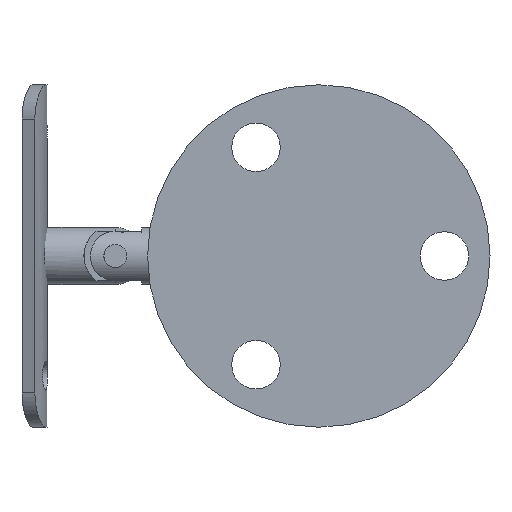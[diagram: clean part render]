
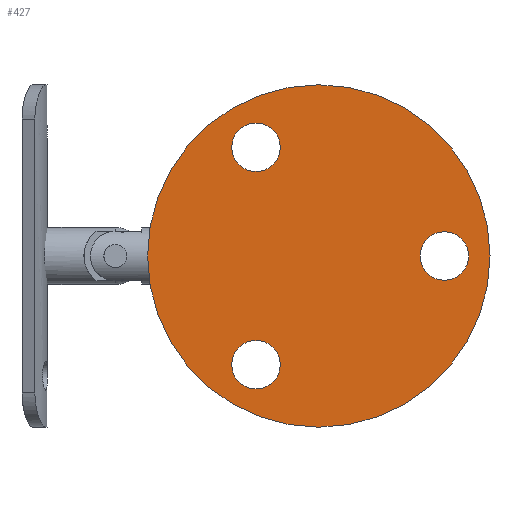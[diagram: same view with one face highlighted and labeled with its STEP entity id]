
A CAD part, left-side view. The second image highlights one B-rep face of the part: STEP entity #427.
In plain terms, the highlighted planar face has unit normal (-1, 0, 0).
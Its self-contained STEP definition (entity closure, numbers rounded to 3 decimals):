
#22 = EDGE_CURVE ( 'NONE', #453, #1753, #1246, .T. ) ;
#26 = DIRECTION ( 'NONE',  ( 0., 0., -1. ) ) ;
#61 = DIRECTION ( 'NONE',  ( 1., 0., 0. ) ) ;
#66 = AXIS2_PLACEMENT_3D ( 'NONE', #2085, #1330, #474 ) ;
#147 = DIRECTION ( 'NONE',  ( 1., 0., 0. ) ) ;
#150 = DIRECTION ( 'NONE',  ( 1., 0., 0. ) ) ;
#165 = AXIS2_PLACEMENT_3D ( 'NONE', #1770, #150, #525 ) ;
#173 = FACE_BOUND ( 'NONE', #657, .T. ) ;
#187 = CIRCLE ( 'NONE', #903, 4.25 ) ;
#202 = EDGE_LOOP ( 'NONE', ( #251, #2230 ) ) ;
#206 = CARTESIAN_POINT ( 'NONE',  ( 0., 0., 0. ) ) ;
#231 = EDGE_CURVE ( 'NONE', #799, #2316, #1416, .T. ) ;
#251 = ORIENTED_EDGE ( 'NONE', *, *, #2173, .F. ) ;
#339 = DIRECTION ( 'NONE',  ( 1., 0., 0. ) ) ;
#348 = PLANE ( 'NONE',  #165 ) ;
#427 = ADVANCED_FACE ( 'NONE', ( #1953, #173, #553, #1240 ), #348, .F. ) ;
#434 = ORIENTED_EDGE ( 'NONE', *, *, #585, .T. ) ;
#445 = AXIS2_PLACEMENT_3D ( 'NONE', #1537, #1202, #1175 ) ;
#450 = ORIENTED_EDGE ( 'NONE', *, *, #1417, .T. ) ;
#453 = VERTEX_POINT ( 'NONE', #1329 ) ;
#474 = DIRECTION ( 'NONE',  ( 0., 0., -1. ) ) ;
#489 = DIRECTION ( 'NONE',  ( 0., 0., -1. ) ) ;
#525 = DIRECTION ( 'NONE',  ( 0., 0., -1. ) ) ;
#553 = FACE_BOUND ( 'NONE', #1728, .T. ) ;
#585 = EDGE_CURVE ( 'NONE', #1619, #1306, #187, .T. ) ;
#609 = EDGE_LOOP ( 'NONE', ( #1880, #713 ) ) ;
#633 = DIRECTION ( 'NONE',  ( 0., 0., -1. ) ) ;
#652 = DIRECTION ( 'NONE',  ( 1., 0., 0. ) ) ;
#657 = EDGE_LOOP ( 'NONE', ( #2146, #2083 ) ) ;
#688 = EDGE_CURVE ( 'NONE', #2316, #799, #715, .T. ) ;
#713 = ORIENTED_EDGE ( 'NONE', *, *, #22, .T. ) ;
#715 = CIRCLE ( 'NONE', #1085, 4.25 ) ;
#733 = CARTESIAN_POINT ( 'NONE',  ( 0., 11., 19.053 ) ) ;
#746 = CARTESIAN_POINT ( 'NONE',  ( 0., 11., 23.303 ) ) ;
#789 = CIRCLE ( 'NONE', #66, 4.25 ) ;
#799 = VERTEX_POINT ( 'NONE', #1139 ) ;
#839 = CARTESIAN_POINT ( 'NONE',  ( 0., 11., -19.053 ) ) ;
#873 = DIRECTION ( 'NONE',  ( 0., 0., -1. ) ) ;
#890 = CIRCLE ( 'NONE', #1071, 30. ) ;
#903 = AXIS2_PLACEMENT_3D ( 'NONE', #1581, #652, #489 ) ;
#937 = CARTESIAN_POINT ( 'NONE',  ( 0., 11., 19.053 ) ) ;
#962 = CARTESIAN_POINT ( 'NONE',  ( 0., -22., -4.25 ) ) ;
#973 = CIRCLE ( 'NONE', #445, 4.25 ) ;
#1071 = AXIS2_PLACEMENT_3D ( 'NONE', #1906, #147, #873 ) ;
#1085 = AXIS2_PLACEMENT_3D ( 'NONE', #733, #339, #1804 ) ;
#1139 = CARTESIAN_POINT ( 'NONE',  ( 0., 11., 14.803 ) ) ;
#1175 = DIRECTION ( 'NONE',  ( 0., 0., -1. ) ) ;
#1202 = DIRECTION ( 'NONE',  ( 1., 0., 0. ) ) ;
#1240 = FACE_OUTER_BOUND ( 'NONE', #202, .T. ) ;
#1246 = CIRCLE ( 'NONE', #1662, 4.25 ) ;
#1250 = VERTEX_POINT ( 'NONE', #1839 ) ;
#1297 = CARTESIAN_POINT ( 'NONE',  ( 0., 11., -23.303 ) ) ;
#1306 = VERTEX_POINT ( 'NONE', #1574 ) ;
#1309 = VERTEX_POINT ( 'NONE', #1698 ) ;
#1324 = DIRECTION ( 'NONE',  ( 0., 0., -1. ) ) ;
#1329 = CARTESIAN_POINT ( 'NONE',  ( 0., 11., -14.803 ) ) ;
#1330 = DIRECTION ( 'NONE',  ( 1., 0., 0. ) ) ;
#1367 = EDGE_CURVE ( 'NONE', #1753, #453, #973, .T. ) ;
#1416 = CIRCLE ( 'NONE', #1723, 4.25 ) ;
#1417 = EDGE_CURVE ( 'NONE', #1306, #1619, #789, .T. ) ;
#1537 = CARTESIAN_POINT ( 'NONE',  ( 0., 11., -19.053 ) ) ;
#1574 = CARTESIAN_POINT ( 'NONE',  ( 0., -22., 4.25 ) ) ;
#1581 = CARTESIAN_POINT ( 'NONE',  ( 0., -22., 0. ) ) ;
#1619 = VERTEX_POINT ( 'NONE', #962 ) ;
#1641 = DIRECTION ( 'NONE',  ( 1., 0., 0. ) ) ;
#1662 = AXIS2_PLACEMENT_3D ( 'NONE', #839, #2064, #633 ) ;
#1698 = CARTESIAN_POINT ( 'NONE',  ( 0., 0., -30. ) ) ;
#1723 = AXIS2_PLACEMENT_3D ( 'NONE', #937, #61, #1324 ) ;
#1728 = EDGE_LOOP ( 'NONE', ( #434, #450 ) ) ;
#1753 = VERTEX_POINT ( 'NONE', #1297 ) ;
#1770 = CARTESIAN_POINT ( 'NONE',  ( 0., 0., 0. ) ) ;
#1804 = DIRECTION ( 'NONE',  ( 0., 0., -1. ) ) ;
#1839 = CARTESIAN_POINT ( 'NONE',  ( 0., 0., 30. ) ) ;
#1842 = CIRCLE ( 'NONE', #2249, 30. ) ;
#1880 = ORIENTED_EDGE ( 'NONE', *, *, #1367, .T. ) ;
#1901 = EDGE_CURVE ( 'NONE', #1309, #1250, #1842, .T. ) ;
#1906 = CARTESIAN_POINT ( 'NONE',  ( 0., 0., 0. ) ) ;
#1953 = FACE_BOUND ( 'NONE', #609, .T. ) ;
#2064 = DIRECTION ( 'NONE',  ( 1., 0., 0. ) ) ;
#2083 = ORIENTED_EDGE ( 'NONE', *, *, #688, .T. ) ;
#2085 = CARTESIAN_POINT ( 'NONE',  ( 0., -22., 0. ) ) ;
#2146 = ORIENTED_EDGE ( 'NONE', *, *, #231, .T. ) ;
#2173 = EDGE_CURVE ( 'NONE', #1250, #1309, #890, .T. ) ;
#2230 = ORIENTED_EDGE ( 'NONE', *, *, #1901, .F. ) ;
#2249 = AXIS2_PLACEMENT_3D ( 'NONE', #206, #1641, #26 ) ;
#2316 = VERTEX_POINT ( 'NONE', #746 ) ;
